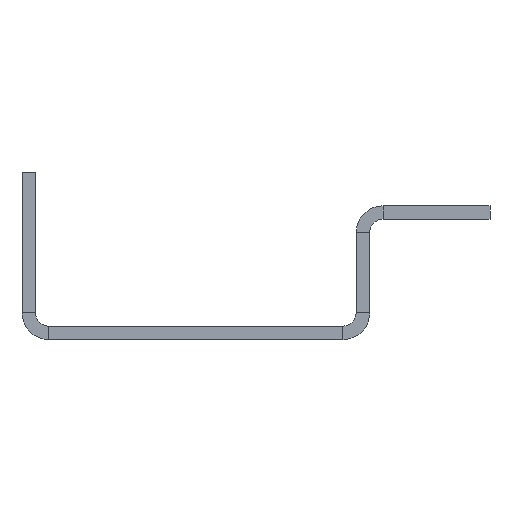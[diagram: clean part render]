
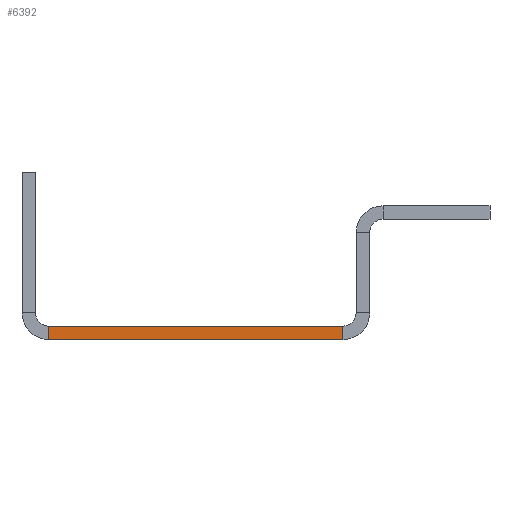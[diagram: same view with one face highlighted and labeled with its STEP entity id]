
A CAD part, front view. The second image highlights one B-rep face of the part: STEP entity #6392.
In plain terms, the highlighted planar face has unit normal (0, -1, 0).
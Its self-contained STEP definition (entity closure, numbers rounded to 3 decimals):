
#2672 = DIRECTION ( 'NONE',  ( 0., -1., 0. ) ) ;
#3899 = ORIENTED_EDGE ( 'NONE', *, *, #21763, .T. ) ;
#4864 = VERTEX_POINT ( 'NONE', #16722 ) ;
#6062 = CARTESIAN_POINT ( 'NONE',  ( -26., -835., -2. ) ) ;
#6392 = ADVANCED_FACE ( 'NONE', ( #13367 ), #24552, .T. ) ;
#6804 = CARTESIAN_POINT ( 'NONE',  ( 22., -835., -2. ) ) ;
#7549 = VECTOR ( 'NONE', #32245, 1000. ) ;
#8357 = EDGE_CURVE ( 'NONE', #4864, #34399, #18856, .T. ) ;
#9372 = VECTOR ( 'NONE', #29691, 1000. ) ;
#9864 = AXIS2_PLACEMENT_3D ( 'NONE', #27166, #2672, #16506 ) ;
#9916 = CARTESIAN_POINT ( 'NONE',  ( -26., -835., 0. ) ) ;
#11072 = EDGE_CURVE ( 'NONE', #25190, #25594, #23383, .T. ) ;
#11131 = EDGE_CURVE ( 'NONE', #25594, #34399, #29841, .T. ) ;
#11142 = CARTESIAN_POINT ( 'NONE',  ( 22., -835., 0. ) ) ;
#13352 = ORIENTED_EDGE ( 'NONE', *, *, #8357, .T. ) ;
#13367 = FACE_OUTER_BOUND ( 'NONE', #15047, .T. ) ;
#13486 = CARTESIAN_POINT ( 'NONE',  ( -22., -835., 0. ) ) ;
#13698 = ORIENTED_EDGE ( 'NONE', *, *, #11072, .F. ) ;
#14418 = ORIENTED_EDGE ( 'NONE', *, *, #11131, .F. ) ;
#15047 = EDGE_LOOP ( 'NONE', ( #13698, #3899, #13352, #14418 ) ) ;
#15351 = DIRECTION ( 'NONE',  ( 1., 0., 0. ) ) ;
#16506 = DIRECTION ( 'NONE',  ( 0., 0., -1. ) ) ;
#16722 = CARTESIAN_POINT ( 'NONE',  ( -22., -835., -2. ) ) ;
#18856 = LINE ( 'NONE', #6062, #9372 ) ;
#21398 = LINE ( 'NONE', #23855, #7549 ) ;
#21763 = EDGE_CURVE ( 'NONE', #25190, #4864, #21398, .T. ) ;
#23383 = LINE ( 'NONE', #9916, #31696 ) ;
#23855 = CARTESIAN_POINT ( 'NONE',  ( -22., -835., 0. ) ) ;
#24552 = PLANE ( 'NONE',  #9864 ) ;
#25190 = VERTEX_POINT ( 'NONE', #13486 ) ;
#25594 = VERTEX_POINT ( 'NONE', #32295 ) ;
#27056 = DIRECTION ( 'NONE',  ( 0., 0., -1. ) ) ;
#27166 = CARTESIAN_POINT ( 'NONE',  ( -26., -835., -2. ) ) ;
#29691 = DIRECTION ( 'NONE',  ( 1., 0., 0. ) ) ;
#29841 = LINE ( 'NONE', #11142, #29990 ) ;
#29990 = VECTOR ( 'NONE', #27056, 1000. ) ;
#31696 = VECTOR ( 'NONE', #15351, 1000. ) ;
#32245 = DIRECTION ( 'NONE',  ( 0., 0., -1. ) ) ;
#32295 = CARTESIAN_POINT ( 'NONE',  ( 22., -835., 0. ) ) ;
#34399 = VERTEX_POINT ( 'NONE', #6804 ) ;
